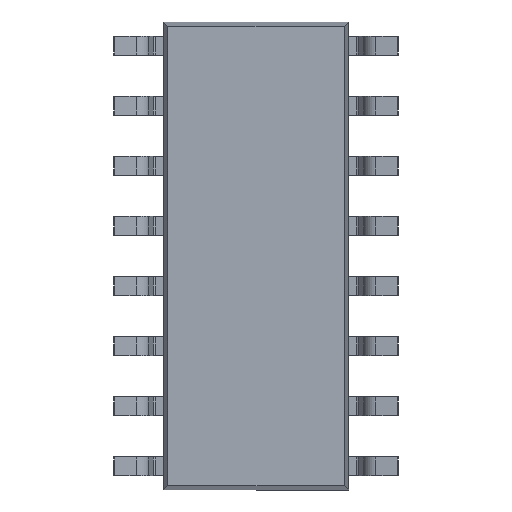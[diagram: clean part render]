
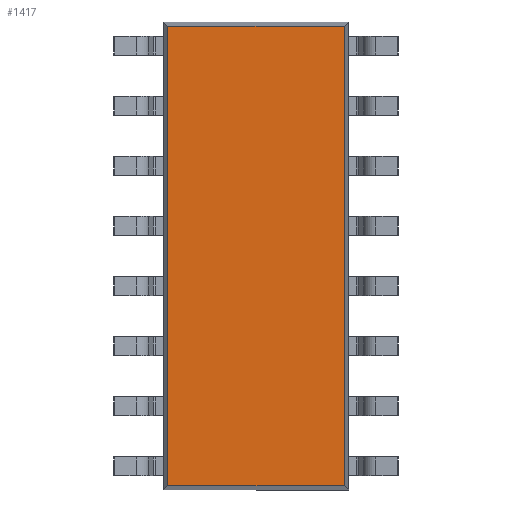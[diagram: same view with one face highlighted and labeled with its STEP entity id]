
A CAD part, front view. The second image highlights one B-rep face of the part: STEP entity #1417.
In plain terms, the highlighted planar face has unit normal (0, -1, 0).
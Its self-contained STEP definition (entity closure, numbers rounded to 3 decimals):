
#618 = LINE ( 'NONE', #2019, #6458 ) ;
#622 = VERTEX_POINT ( 'NONE', #776 ) ;
#713 = VERTEX_POINT ( 'NONE', #2073 ) ;
#776 = CARTESIAN_POINT ( 'NONE',  ( -1.865, 0.25, -4.855 ) ) ;
#796 = DIRECTION ( 'NONE',  ( -1., 0., 0. ) ) ;
#1417 = ADVANCED_FACE ( 'NONE', ( #4029 ), #2634, .T. ) ;
#1988 = ORIENTED_EDGE ( 'NONE', *, *, #7038, .T. ) ;
#2019 = CARTESIAN_POINT ( 'NONE',  ( -1.955, 0.25, -4.855 ) ) ;
#2061 = EDGE_CURVE ( 'NONE', #7269, #2966, #3552, .T. ) ;
#2073 = CARTESIAN_POINT ( 'NONE',  ( 1.865, 0.25, -4.855 ) ) ;
#2385 = ORIENTED_EDGE ( 'NONE', *, *, #3244, .T. ) ;
#2634 = PLANE ( 'NONE',  #6415 ) ;
#2664 = CARTESIAN_POINT ( 'NONE',  ( 0., 0.25, 0. ) ) ;
#2728 = DIRECTION ( 'NONE',  ( 0., 0., 1. ) ) ;
#2813 = EDGE_LOOP ( 'NONE', ( #1988, #2385, #4988, #6845 ) ) ;
#2966 = VERTEX_POINT ( 'NONE', #7230 ) ;
#3215 = DIRECTION ( 'NONE',  ( 0., 0., -1. ) ) ;
#3244 = EDGE_CURVE ( 'NONE', #713, #7269, #5134, .T. ) ;
#3472 = CARTESIAN_POINT ( 'NONE',  ( -1.865, 0.25, 4.945 ) ) ;
#3552 = LINE ( 'NONE', #7257, #5098 ) ;
#4029 = FACE_OUTER_BOUND ( 'NONE', #2813, .T. ) ;
#4768 = EDGE_CURVE ( 'NONE', #2966, #622, #5862, .T. ) ;
#4988 = ORIENTED_EDGE ( 'NONE', *, *, #2061, .T. ) ;
#5098 = VECTOR ( 'NONE', #796, 1000. ) ;
#5134 = LINE ( 'NONE', #6224, #5420 ) ;
#5420 = VECTOR ( 'NONE', #2728, 1000. ) ;
#5862 = LINE ( 'NONE', #3472, #7338 ) ;
#6224 = CARTESIAN_POINT ( 'NONE',  ( 1.865, 0.25, -4.945 ) ) ;
#6338 = DIRECTION ( 'NONE',  ( 0., 0., -1. ) ) ;
#6415 = AXIS2_PLACEMENT_3D ( 'NONE', #2664, #6723, #3215 ) ;
#6458 = VECTOR ( 'NONE', #6736, 1000. ) ;
#6723 = DIRECTION ( 'NONE',  ( 0., -1., 0. ) ) ;
#6736 = DIRECTION ( 'NONE',  ( 1., 0., 0. ) ) ;
#6845 = ORIENTED_EDGE ( 'NONE', *, *, #4768, .T. ) ;
#7038 = EDGE_CURVE ( 'NONE', #622, #713, #618, .T. ) ;
#7230 = CARTESIAN_POINT ( 'NONE',  ( -1.865, 0.25, 4.855 ) ) ;
#7257 = CARTESIAN_POINT ( 'NONE',  ( 1.955, 0.25, 4.855 ) ) ;
#7269 = VERTEX_POINT ( 'NONE', #7427 ) ;
#7338 = VECTOR ( 'NONE', #6338, 1000. ) ;
#7427 = CARTESIAN_POINT ( 'NONE',  ( 1.865, 0.25, 4.855 ) ) ;
